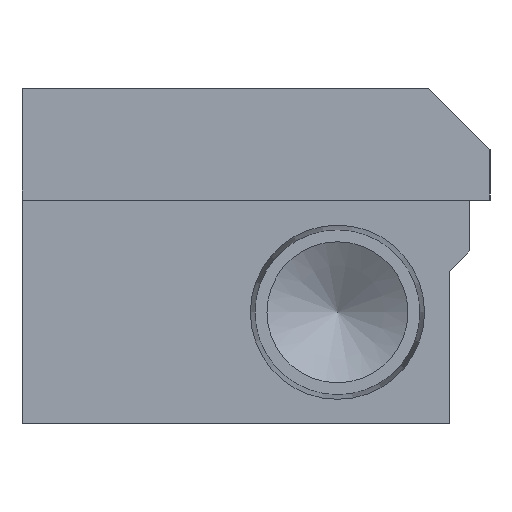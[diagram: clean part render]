
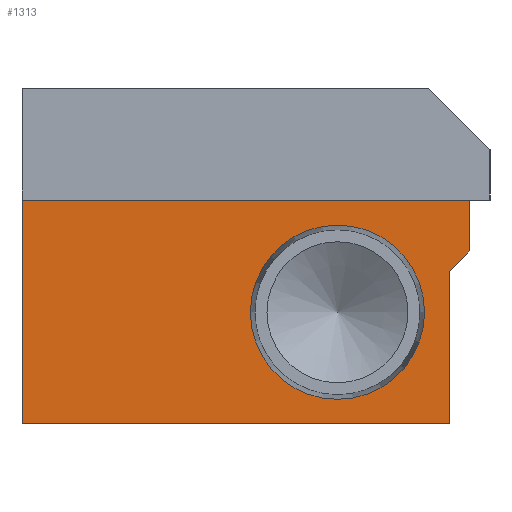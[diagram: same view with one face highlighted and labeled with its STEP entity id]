
A CAD part, left-side view. The second image highlights one B-rep face of the part: STEP entity #1313.
In plain terms, the highlighted planar face has unit normal (-1, 0, 0).
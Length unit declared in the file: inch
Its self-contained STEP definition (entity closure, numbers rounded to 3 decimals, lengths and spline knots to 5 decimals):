
#145=FACE_BOUND('',#434,.T.);
#201=CIRCLE('',#1550,0.26751);
#290=FACE_OUTER_BOUND('',#433,.T.);
#433=EDGE_LOOP('',(#1170,#1171,#1172,#1173,#1174,#1175));
#434=EDGE_LOOP('',(#1176));
#507=LINE('',#2338,#594);
#510=LINE('',#2385,#597);
#514=LINE('',#2392,#601);
#516=LINE('',#2397,#603);
#518=LINE('',#2400,#605);
#521=LINE('',#2404,#608);
#594=VECTOR('',#1875,1.);
#597=VECTOR('',#1930,1.);
#601=VECTOR('',#1936,1.);
#603=VECTOR('',#1940,1.);
#605=VECTOR('',#1944,1.);
#608=VECTOR('',#1949,1.);
#701=VERTEX_POINT('',#2331);
#704=VERTEX_POINT('',#2336);
#714=VERTEX_POINT('',#2364);
#721=VERTEX_POINT('',#2382);
#722=VERTEX_POINT('',#2384);
#724=VERTEX_POINT('',#2390);
#725=VERTEX_POINT('',#2394);
#848=EDGE_CURVE('',#704,#701,#507,.T.);
#858=EDGE_CURVE('',#714,#714,#201,.T.);
#865=EDGE_CURVE('',#721,#722,#510,.T.);
#869=EDGE_CURVE('',#724,#721,#514,.T.);
#871=EDGE_CURVE('',#725,#724,#516,.T.);
#873=EDGE_CURVE('',#701,#725,#518,.T.);
#876=EDGE_CURVE('',#722,#704,#521,.T.);
#1170=ORIENTED_EDGE('',*,*,#876,.F.);
#1171=ORIENTED_EDGE('',*,*,#865,.F.);
#1172=ORIENTED_EDGE('',*,*,#869,.F.);
#1173=ORIENTED_EDGE('',*,*,#871,.F.);
#1174=ORIENTED_EDGE('',*,*,#873,.F.);
#1175=ORIENTED_EDGE('',*,*,#848,.F.);
#1176=ORIENTED_EDGE('',*,*,#858,.T.);
#1228=PLANE('',#1565);
#1313=ADVANCED_FACE('',(#290,#145),#1228,.F.);
#1550=AXIS2_PLACEMENT_3D('',#2365,#1908,#1909);
#1565=AXIS2_PLACEMENT_3D('',#2406,#1952,#1953);
#1875=DIRECTION('',(0.,1.,0.));
#1908=DIRECTION('center_axis',(1.,0.,0.));
#1909=DIRECTION('ref_axis',(0.,1.,0.));
#1930=DIRECTION('',(0.,0.707,-0.707));
#1936=DIRECTION('',(0.,0.,-1.));
#1940=DIRECTION('',(0.,-1.,0.));
#1944=DIRECTION('',(0.,0.,1.));
#1949=DIRECTION('',(0.,0.,-1.));
#1952=DIRECTION('center_axis',(1.,0.,0.));
#1953=DIRECTION('ref_axis',(0.,0.,-1.));
#2331=CARTESIAN_POINT('',(-30.49994,-31.59839,-0.6875));
#2336=CARTESIAN_POINT('',(-30.49994,-32.91039,-0.6875));
#2338=CARTESIAN_POINT('',(-30.49994,-32.91039,-0.6875));
#2364=CARTESIAN_POINT('',(-30.49994,-32.29988,-0.3445));
#2365=CARTESIAN_POINT('Origin',(-30.49994,-32.56739,-0.3445));
#2382=CARTESIAN_POINT('',(-30.49994,-32.97339,-0.15625));
#2384=CARTESIAN_POINT('',(-30.49994,-32.91039,-0.21925));
#2385=CARTESIAN_POINT('',(-30.49994,-32.97339,-0.15625));
#2390=CARTESIAN_POINT('',(-30.49994,-32.97339,0.));
#2392=CARTESIAN_POINT('',(-30.49994,-32.97339,0.));
#2394=CARTESIAN_POINT('',(-30.49994,-31.59839,0.));
#2397=CARTESIAN_POINT('',(-30.49994,-31.59839,0.));
#2400=CARTESIAN_POINT('',(-30.49994,-31.59839,-0.6875));
#2404=CARTESIAN_POINT('',(-30.49994,-32.91039,-0.21925));
#2406=CARTESIAN_POINT('Origin',(-30.49994,-32.27226,-0.33746));
